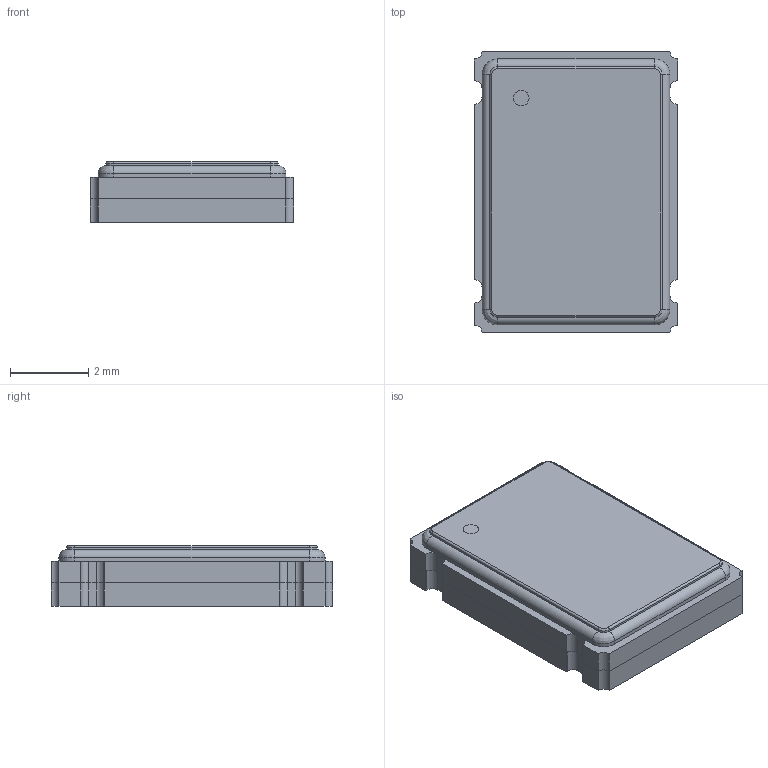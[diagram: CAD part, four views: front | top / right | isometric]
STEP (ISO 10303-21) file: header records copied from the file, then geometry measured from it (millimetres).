
FILE_DESCRIPTION(/* description */ (''),/* implementation_level */ '2;1');
FILE_NAME(/* name */ 'OSC_PERICOM_FNSURV054.stp',/* time_stamp */ '2015-07-16T15:21:13+02:00',/* author */ ('bcivel'),/* organization */ (''),/* preprocessor_version */ 'ST-DEVELOPER v15.5',/* originating_system */ 'AutoCAD Mechanical',/* authorisation */ '');
FILE_SCHEMA (('AUTOMOTIVE_DESIGN { 1 0 10303 214 3 1 1 }'));
Length unit declared in the file: millimetre
Products named in the file (1): Product
Bounding box: 5.2 x 7.2 x 1.55 mm (x, y, z)
Surface area: 384.7 mm2
Topology: 18 solids, 18 shells, 239 faces, 590 edges, 388 vertices
Faces by surface type: plane 171, cylinder 60, bspline 4, torus 4
Full cylindrical faces by diameter (mm): 0.4 x2
Entity records: 7059 total; most frequent: CARTESIAN_POINT 1248, DIRECTION 1188, ORIENTED_EDGE 1176, EDGE_CURVE 588, LINE 460, VECTOR 460, VERTEX_POINT 388, AXIS2_PLACEMENT_3D 364
